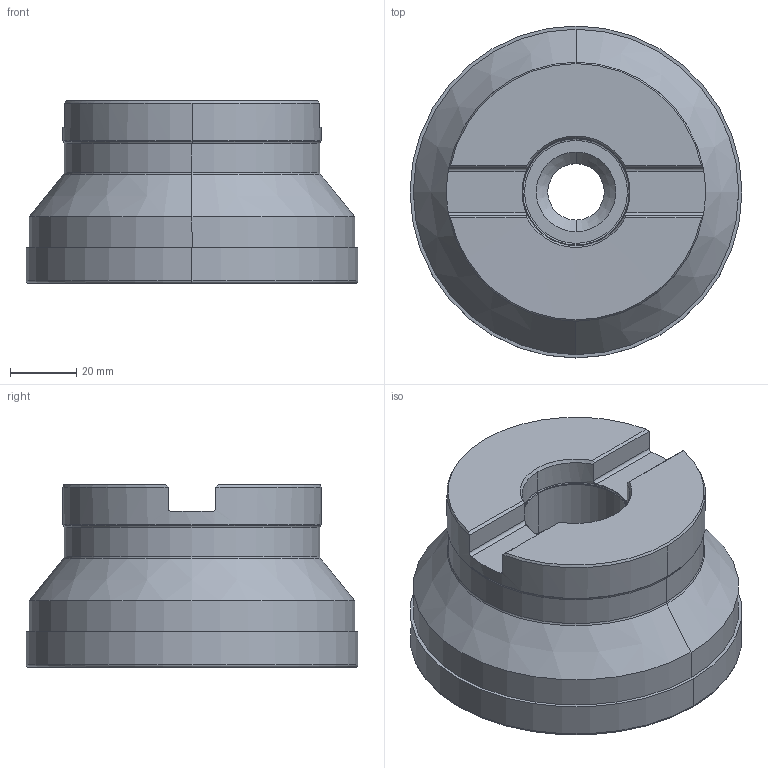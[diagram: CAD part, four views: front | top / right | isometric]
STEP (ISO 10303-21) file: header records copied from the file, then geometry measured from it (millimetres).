
FILE_DESCRIPTION((''),'2;1');
FILE_NAME('DEX','2022-10-28T08:23:30',('klausa'),(''),'CREO PARAMETRIC BY PTC INC, 2021184','CREO PARAMETRIC BY PTC INC, 2021184','');
FILE_SCHEMA(('AP242_MANAGED_MODEL_BASED_3D_ENGINEERING_MIM_LF { 1 0 10303 442 1 1 4 }'));
Length unit declared in the file: millimetre
Products named in the file (1): DEX
Bounding box: 100 x 100 x 55 mm (x, y, z)
Volume: 284252 mm3; surface area: 33315.6 mm2
Topology: 1 solids, 1 shells, 82 faces, 187 edges, 110 vertices
Faces by surface type: cone 26, cylinder 24, torus 18, plane 14
Entity records: 3319 total; most frequent: CARTESIAN_POINT 642, DIRECTION 441, ORIENTED_EDGE 364, PRESENTATION_STYLE_ASSIGNMENT 201, STYLED_ITEM 191, CURVE_STYLE 190, AXIS2_PLACEMENT_3D 189, EDGE_CURVE 182
